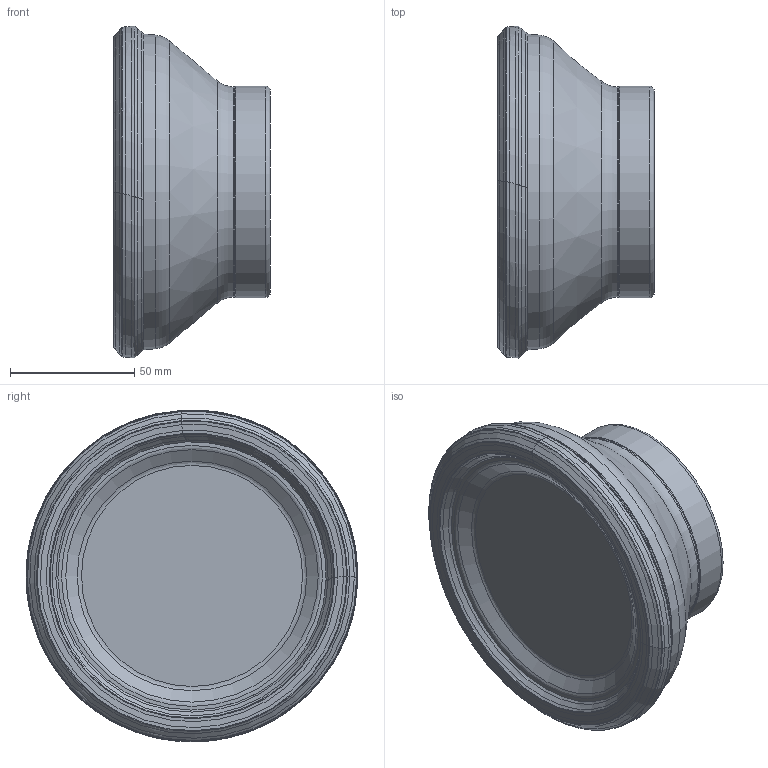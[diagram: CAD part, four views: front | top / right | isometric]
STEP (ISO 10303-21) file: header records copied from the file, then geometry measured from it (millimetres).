
FILE_DESCRIPTION(/* description */ (''),/* implementation_level */ '2;1');
FILE_NAME(/* name */ 'model1.stp',/* time_stamp */ '2023-10-21T12:53:37+03:00',/* author */ (''),/* organization */ (''),/* preprocessor_version */ 'ST-DEVELOPER v19.4',/* originating_system */ 'SIEMENS PLM Software NX2306.3001',/* authorisation */ '');
FILE_SCHEMA (('AUTOMOTIVE_DESIGN { 1 0 10303 214 3 1 1 1 }'));
Length unit declared in the file: millimetre
Products named in the file (1): model1_objects
Bounding box: 63 x 133.41 x 133.38 mm (x, y, z)
Volume: 549905.4 mm3; surface area: 57567.5 mm2
Topology: 2 solids, 2 shells, 87 faces, 170 edges, 86 vertices
Faces by surface type: bspline 64, revolution 8, torus 6, cone 4, plane 3, cylinder 2
Full cylindrical faces by diameter (mm): 84.6 x1, 85 x1
Entity records: 3493 total; most frequent: CARTESIAN_POINT 1752, DIRECTION 340, ORIENTED_EDGE 300, AXIS2_PLACEMENT_3D 166, EDGE_CURVE 150, EDGE_LOOP 108, ADVANCED_FACE 87, CIRCLE 86
